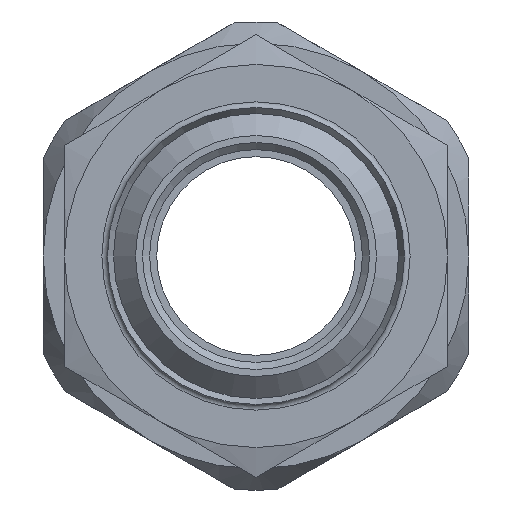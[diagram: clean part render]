
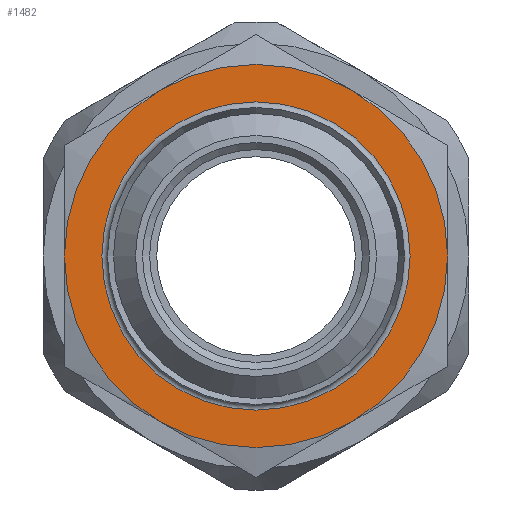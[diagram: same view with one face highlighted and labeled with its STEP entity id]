
A CAD part, left-side view. The second image highlights one B-rep face of the part: STEP entity #1482.
In plain terms, the highlighted planar face has unit normal (-1, 0, 0).
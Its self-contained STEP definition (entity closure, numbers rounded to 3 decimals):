
#69=FACE_BOUND('',#429,.T.);
#92=PLANE('',#1703);
#332=FACE_OUTER_BOUND('',#428,.T.);
#428=EDGE_LOOP('',(#1330,#1331,#1332,#1333,#1334,#1335));
#429=EDGE_LOOP('',(#1336,#1337));
#538=CIRCLE('',#1668,13.5);
#539=CIRCLE('',#1670,13.5);
#540=CIRCLE('',#1672,13.5);
#541=CIRCLE('',#1674,13.5);
#542=CIRCLE('',#1676,13.5);
#543=CIRCLE('',#1678,13.5);
#555=CIRCLE('',#1704,10.863);
#556=CIRCLE('',#1705,10.863);
#681=VERTEX_POINT('',#2618);
#683=VERTEX_POINT('',#2623);
#684=VERTEX_POINT('',#2629);
#686=VERTEX_POINT('',#2639);
#689=VERTEX_POINT('',#2653);
#691=VERTEX_POINT('',#2663);
#704=VERTEX_POINT('',#2724);
#705=VERTEX_POINT('',#2725);
#882=EDGE_CURVE('',#681,#683,#538,.T.);
#885=EDGE_CURVE('',#684,#681,#539,.T.);
#888=EDGE_CURVE('',#686,#684,#540,.T.);
#890=EDGE_CURVE('',#689,#686,#541,.T.);
#893=EDGE_CURVE('',#691,#689,#542,.T.);
#896=EDGE_CURVE('',#683,#691,#543,.T.);
#920=EDGE_CURVE('',#704,#705,#555,.T.);
#921=EDGE_CURVE('',#705,#704,#556,.T.);
#1330=ORIENTED_EDGE('',*,*,#885,.T.);
#1331=ORIENTED_EDGE('',*,*,#882,.T.);
#1332=ORIENTED_EDGE('',*,*,#896,.T.);
#1333=ORIENTED_EDGE('',*,*,#893,.T.);
#1334=ORIENTED_EDGE('',*,*,#890,.T.);
#1335=ORIENTED_EDGE('',*,*,#888,.T.);
#1336=ORIENTED_EDGE('',*,*,#920,.F.);
#1337=ORIENTED_EDGE('',*,*,#921,.F.);
#1482=ADVANCED_FACE('',(#332,#69),#92,.T.);
#1668=AXIS2_PLACEMENT_3D('',#2627,#2069,#2070);
#1670=AXIS2_PLACEMENT_3D('',#2637,#2073,#2074);
#1672=AXIS2_PLACEMENT_3D('',#2647,#2077,#2078);
#1674=AXIS2_PLACEMENT_3D('',#2654,#2081,#2082);
#1676=AXIS2_PLACEMENT_3D('',#2664,#2085,#2086);
#1678=AXIS2_PLACEMENT_3D('',#2673,#2089,#2090);
#1703=AXIS2_PLACEMENT_3D('',#2723,#2150,#2151);
#1704=AXIS2_PLACEMENT_3D('',#2726,#2152,#2153);
#1705=AXIS2_PLACEMENT_3D('',#2727,#2154,#2155);
#2069=DIRECTION('center_axis',(-1.,0.,0.));
#2070=DIRECTION('ref_axis',(0.,-0.5,0.866));
#2073=DIRECTION('center_axis',(-1.,0.,0.));
#2074=DIRECTION('ref_axis',(0.,-0.5,0.866));
#2077=DIRECTION('center_axis',(-1.,0.,0.));
#2078=DIRECTION('ref_axis',(0.,-0.5,0.866));
#2081=DIRECTION('center_axis',(-1.,0.,0.));
#2082=DIRECTION('ref_axis',(0.,-0.5,0.866));
#2085=DIRECTION('center_axis',(-1.,0.,0.));
#2086=DIRECTION('ref_axis',(0.,-0.5,0.866));
#2089=DIRECTION('center_axis',(-1.,0.,0.));
#2090=DIRECTION('ref_axis',(0.,-0.5,0.866));
#2150=DIRECTION('center_axis',(-1.,0.,0.));
#2151=DIRECTION('ref_axis',(0.,-0.5,0.866));
#2152=DIRECTION('center_axis',(-1.,0.,0.));
#2153=DIRECTION('ref_axis',(0.,0.5,-0.866));
#2154=DIRECTION('center_axis',(-1.,0.,0.));
#2155=DIRECTION('ref_axis',(0.,0.5,-0.866));
#2618=CARTESIAN_POINT('',(-61.5,6.75,11.691));
#2623=CARTESIAN_POINT('',(-61.5,13.5,0.));
#2627=CARTESIAN_POINT('Origin',(-61.5,0.,0.));
#2629=CARTESIAN_POINT('',(-61.5,-6.75,11.691));
#2637=CARTESIAN_POINT('Origin',(-61.5,0.,0.));
#2639=CARTESIAN_POINT('',(-61.5,-13.5,0.));
#2647=CARTESIAN_POINT('Origin',(-61.5,0.,0.));
#2653=CARTESIAN_POINT('',(-61.5,-6.75,-11.691));
#2654=CARTESIAN_POINT('Origin',(-61.5,0.,0.));
#2663=CARTESIAN_POINT('',(-61.5,6.75,-11.691));
#2664=CARTESIAN_POINT('Origin',(-61.5,0.,0.));
#2673=CARTESIAN_POINT('Origin',(-61.5,0.,0.));
#2723=CARTESIAN_POINT('Origin',(-61.5,-5.994,10.381));
#2724=CARTESIAN_POINT('',(-61.5,-5.431,9.407));
#2725=CARTESIAN_POINT('',(-61.5,5.431,-9.407));
#2726=CARTESIAN_POINT('Origin',(-61.5,0.,0.));
#2727=CARTESIAN_POINT('Origin',(-61.5,0.,0.));
